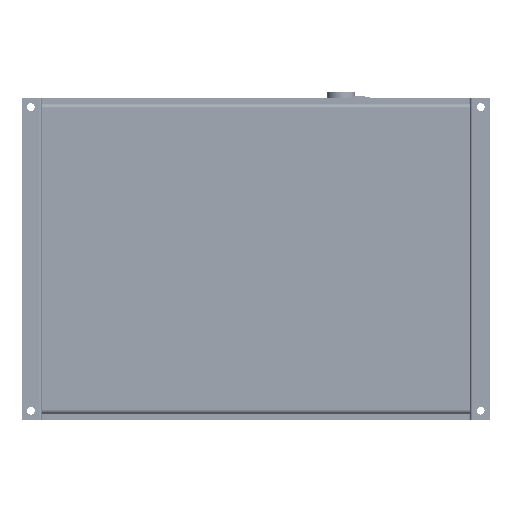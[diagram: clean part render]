
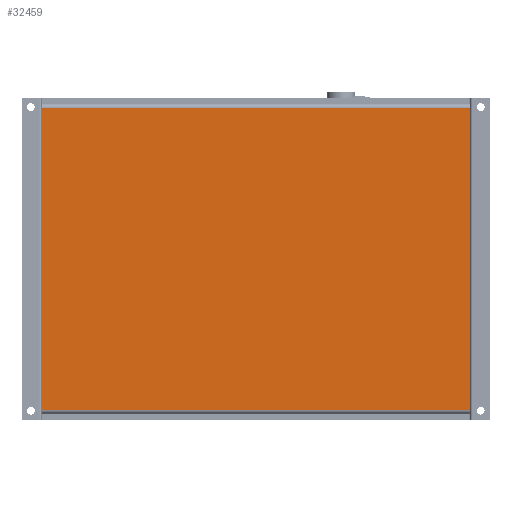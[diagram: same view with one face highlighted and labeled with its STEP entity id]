
A CAD part, front view. The second image highlights one B-rep face of the part: STEP entity #32459.
In plain terms, the highlighted planar face has unit normal (0, -1, 0).
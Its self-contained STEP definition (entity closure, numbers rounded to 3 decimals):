
#7539 = VERTEX_POINT ( 'NONE', #164532 ) ;
#15210 = EDGE_CURVE ( 'NONE', #104391, #7539, #117900, .T. ) ;
#15466 = VECTOR ( 'NONE', #118714, 39.37 ) ;
#21384 = PLANE ( 'NONE',  #122059 ) ;
#32306 = DIRECTION ( 'NONE',  ( -1., 0., 0. ) ) ;
#32459 = ADVANCED_FACE ( 'NONE', ( #53722 ), #21384, .F. ) ;
#33369 = LINE ( 'NONE', #68865, #40190 ) ;
#38247 = LINE ( 'NONE', #122139, #81325 ) ;
#40190 = VECTOR ( 'NONE', #32306, 39.37 ) ;
#48113 = EDGE_LOOP ( 'NONE', ( #154321, #58713, #75006, #190953 ) ) ;
#51954 = CARTESIAN_POINT ( 'NONE',  ( 12.083, 0.406, 17.563 ) ) ;
#53722 = FACE_OUTER_BOUND ( 'NONE', #48113, .T. ) ;
#56908 = DIRECTION ( 'NONE',  ( 1., 0., 0. ) ) ;
#58713 = ORIENTED_EDGE ( 'NONE', *, *, #15210, .T. ) ;
#68865 = CARTESIAN_POINT ( 'NONE',  ( 39.886, 0.406, 17.563 ) ) ;
#73013 = CARTESIAN_POINT ( 'NONE',  ( 39.886, 0.406, 17.813 ) ) ;
#75006 = ORIENTED_EDGE ( 'NONE', *, *, #135555, .F. ) ;
#81325 = VECTOR ( 'NONE', #172690, 39.37 ) ;
#84582 = CARTESIAN_POINT ( 'NONE',  ( 39.886, 0.406, 0.563 ) ) ;
#104391 = VERTEX_POINT ( 'NONE', #128621 ) ;
#107560 = CARTESIAN_POINT ( 'NONE',  ( -12.083, 0.406, 17.563 ) ) ;
#109080 = VERTEX_POINT ( 'NONE', #51954 ) ;
#117900 = LINE ( 'NONE', #84582, #180282 ) ;
#118714 = DIRECTION ( 'NONE',  ( 0., 0., -1. ) ) ;
#122059 = AXIS2_PLACEMENT_3D ( 'NONE', #73013, #186026, #56908 ) ;
#122139 = CARTESIAN_POINT ( 'NONE',  ( 12.083, 0.406, 17.813 ) ) ;
#128621 = CARTESIAN_POINT ( 'NONE',  ( -12.083, 0.406, 0.563 ) ) ;
#135555 = EDGE_CURVE ( 'NONE', #109080, #7539, #38247, .T. ) ;
#145237 = VERTEX_POINT ( 'NONE', #107560 ) ;
#154321 = ORIENTED_EDGE ( 'NONE', *, *, #179260, .T. ) ;
#164532 = CARTESIAN_POINT ( 'NONE',  ( 12.083, 0.406, 0.563 ) ) ;
#166114 = LINE ( 'NONE', #200547, #15466 ) ;
#172690 = DIRECTION ( 'NONE',  ( 0., 0., -1. ) ) ;
#179260 = EDGE_CURVE ( 'NONE', #145237, #104391, #166114, .T. ) ;
#180282 = VECTOR ( 'NONE', #186738, 39.37 ) ;
#186026 = DIRECTION ( 'NONE',  ( 0., 1., 0. ) ) ;
#186738 = DIRECTION ( 'NONE',  ( 1., 0., 0. ) ) ;
#190953 = ORIENTED_EDGE ( 'NONE', *, *, #198761, .T. ) ;
#198761 = EDGE_CURVE ( 'NONE', #109080, #145237, #33369, .T. ) ;
#200547 = CARTESIAN_POINT ( 'NONE',  ( -12.083, 0.406, 17.813 ) ) ;
